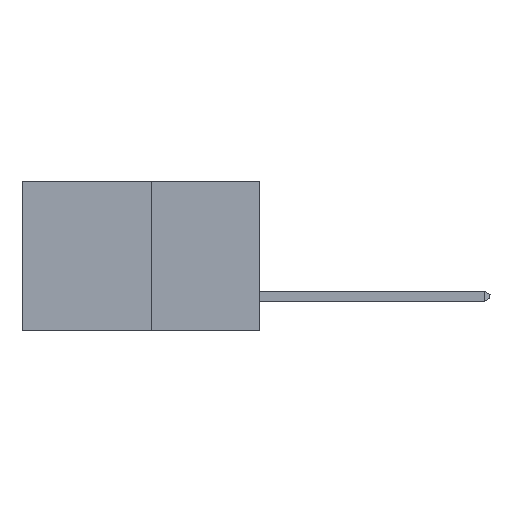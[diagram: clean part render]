
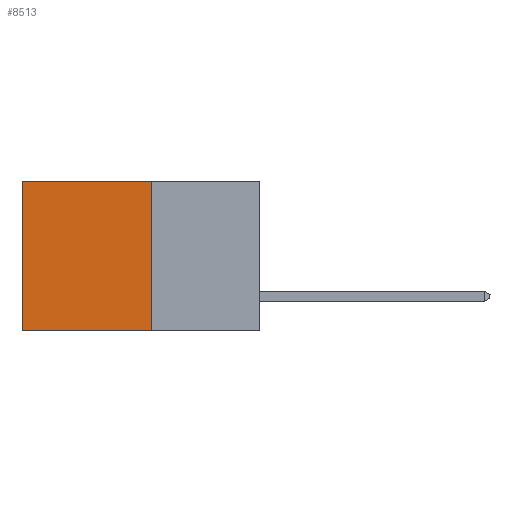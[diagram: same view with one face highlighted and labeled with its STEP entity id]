
A CAD part, left-side view. The second image highlights one B-rep face of the part: STEP entity #8513.
In plain terms, the highlighted planar face has unit normal (-1, 0, 0).
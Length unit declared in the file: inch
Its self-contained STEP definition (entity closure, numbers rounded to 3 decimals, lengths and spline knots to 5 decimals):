
#83 = DIRECTION ( 'NONE',  ( 0., 0., -1. ) ) ;
#144 = EDGE_CURVE ( 'NONE', #3367, #4177, #1822, .T. ) ;
#587 = VERTEX_POINT ( 'NONE', #5389 ) ;
#717 = ORIENTED_EDGE ( 'NONE', *, *, #144, .T. ) ;
#1427 = VECTOR ( 'NONE', #6878, 39.37008 ) ;
#1616 = ORIENTED_EDGE ( 'NONE', *, *, #9356, .F. ) ;
#1822 = LINE ( 'NONE', #7155, #3945 ) ;
#2454 = CARTESIAN_POINT ( 'NONE',  ( 0.277, 0.59, 0. ) ) ;
#2534 = EDGE_LOOP ( 'NONE', ( #717, #1616, #9107, #6820 ) ) ;
#2905 = AXIS2_PLACEMENT_3D ( 'NONE', #3398, #5224, #11181 ) ;
#3367 = VERTEX_POINT ( 'NONE', #2454 ) ;
#3398 = CARTESIAN_POINT ( 'NONE',  ( 0.277, 0.27, -0.37 ) ) ;
#3745 = EDGE_CURVE ( 'NONE', #7514, #3367, #10736, .T. ) ;
#3945 = VECTOR ( 'NONE', #83, 39.37008 ) ;
#4083 = LINE ( 'NONE', #4534, #10690 ) ;
#4096 = CARTESIAN_POINT ( 'NONE',  ( 0.277, 0.27, -0.37 ) ) ;
#4177 = VERTEX_POINT ( 'NONE', #5817 ) ;
#4534 = CARTESIAN_POINT ( 'NONE',  ( 0.277, 0.27, -0.37 ) ) ;
#5224 = DIRECTION ( 'NONE',  ( 1., 0., 0. ) ) ;
#5389 = CARTESIAN_POINT ( 'NONE',  ( 0.277, 0.27, -0.37 ) ) ;
#5817 = CARTESIAN_POINT ( 'NONE',  ( 0.277, 0.59, -0.37 ) ) ;
#5945 = FACE_OUTER_BOUND ( 'NONE', #2534, .T. ) ;
#6463 = VECTOR ( 'NONE', #10164, 39.37008 ) ;
#6820 = ORIENTED_EDGE ( 'NONE', *, *, #3745, .T. ) ;
#6878 = DIRECTION ( 'NONE',  ( 0., 1., 0. ) ) ;
#6954 = CARTESIAN_POINT ( 'NONE',  ( 0.277, 0.27, 0. ) ) ;
#7149 = DIRECTION ( 'NONE',  ( 0., 1., 0. ) ) ;
#7155 = CARTESIAN_POINT ( 'NONE',  ( 0.277, 0.59, -0.37 ) ) ;
#7514 = VERTEX_POINT ( 'NONE', #9872 ) ;
#8513 = ADVANCED_FACE ( 'NONE', ( #5945 ), #10364, .F. ) ;
#8739 = LINE ( 'NONE', #4096, #6463 ) ;
#9107 = ORIENTED_EDGE ( 'NONE', *, *, #9821, .F. ) ;
#9356 = EDGE_CURVE ( 'NONE', #587, #4177, #4083, .T. ) ;
#9821 = EDGE_CURVE ( 'NONE', #7514, #587, #8739, .T. ) ;
#9872 = CARTESIAN_POINT ( 'NONE',  ( 0.277, 0.27, 0. ) ) ;
#10164 = DIRECTION ( 'NONE',  ( 0., 0., -1. ) ) ;
#10364 = PLANE ( 'NONE',  #2905 ) ;
#10690 = VECTOR ( 'NONE', #7149, 39.37008 ) ;
#10736 = LINE ( 'NONE', #6954, #1427 ) ;
#11181 = DIRECTION ( 'NONE',  ( 0., 0., -1. ) ) ;
